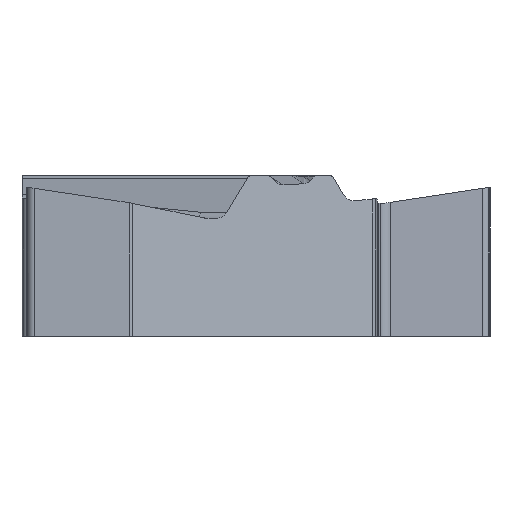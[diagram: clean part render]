
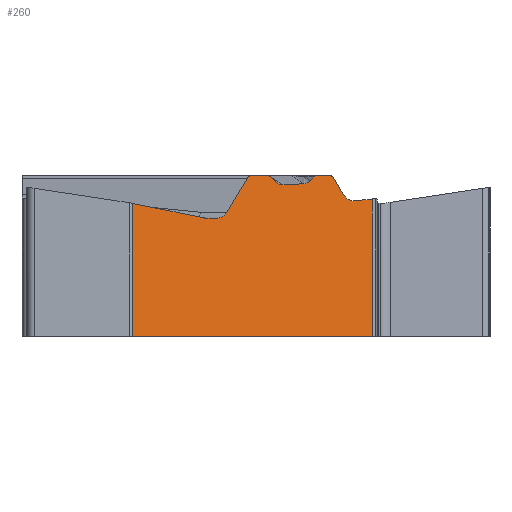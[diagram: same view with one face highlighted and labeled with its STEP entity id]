
A CAD part, front view. The second image highlights one B-rep face of the part: STEP entity #260.
In plain terms, the highlighted planar face has unit normal (0.5, -0.866, 0).
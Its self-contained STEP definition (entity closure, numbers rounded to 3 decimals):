
#117=FACE_OUTER_BOUND('',#423,.T.);
#223=ELLIPSE('',#2089,0.374,0.32);
#224=ELLIPSE('',#2090,0.17,0.15);
#225=ELLIPSE('',#2091,0.15,0.15);
#226=ELLIPSE('',#2092,0.167,0.15);
#227=ELLIPSE('',#2093,0.177,0.15);
#228=ELLIPSE('',#2094,0.377,0.32);
#260=ADVANCED_FACE('',(#117),#360,.F.);
#360=PLANE('',#2096);
#423=EDGE_LOOP('',(#1004,#1005,#1006,#1007,#1008,#1009,#1010,#1011,#1012,
#1013,#1014,#1015,#1016,#1017,#1018,#1019,#1020,#1021,#1022,#1023,#1024,
#1025));
#532=LINE('',#3271,#700);
#581=LINE('',#3484,#749);
#582=LINE('',#3486,#750);
#583=LINE('',#3488,#751);
#584=LINE('',#3492,#752);
#585=LINE('',#3496,#753);
#586=LINE('',#3500,#754);
#587=LINE('',#3516,#755);
#588=LINE('',#3532,#756);
#589=LINE('',#3536,#757);
#590=LINE('',#3540,#758);
#591=LINE('',#3544,#759);
#592=LINE('',#3548,#760);
#700=VECTOR('',#2266,1.);
#749=VECTOR('',#2407,1.);
#750=VECTOR('',#2408,1.);
#751=VECTOR('',#2409,1.);
#752=VECTOR('',#2412,1.);
#753=VECTOR('',#2415,1.);
#754=VECTOR('',#2418,1.);
#755=VECTOR('',#2419,1.);
#756=VECTOR('',#2420,1.);
#757=VECTOR('',#2423,1.);
#758=VECTOR('',#2426,1.);
#759=VECTOR('',#2429,1.);
#760=VECTOR('',#2432,1.);
#1004=ORIENTED_EDGE('',*,*,#1733,.T.);
#1005=ORIENTED_EDGE('',*,*,#1651,.F.);
#1006=ORIENTED_EDGE('',*,*,#1734,.T.);
#1007=ORIENTED_EDGE('',*,*,#1735,.F.);
#1008=ORIENTED_EDGE('',*,*,#1736,.T.);
#1009=ORIENTED_EDGE('',*,*,#1737,.F.);
#1010=ORIENTED_EDGE('',*,*,#1738,.F.);
#1011=ORIENTED_EDGE('',*,*,#1739,.F.);
#1012=ORIENTED_EDGE('',*,*,#1740,.F.);
#1013=ORIENTED_EDGE('',*,*,#1741,.F.);
#1014=ORIENTED_EDGE('',*,*,#1742,.F.);
#1015=ORIENTED_EDGE('',*,*,#1743,.F.);
#1016=ORIENTED_EDGE('',*,*,#1744,.F.);
#1017=ORIENTED_EDGE('',*,*,#1745,.F.);
#1018=ORIENTED_EDGE('',*,*,#1746,.F.);
#1019=ORIENTED_EDGE('',*,*,#1747,.F.);
#1020=ORIENTED_EDGE('',*,*,#1748,.F.);
#1021=ORIENTED_EDGE('',*,*,#1749,.F.);
#1022=ORIENTED_EDGE('',*,*,#1750,.T.);
#1023=ORIENTED_EDGE('',*,*,#1751,.T.);
#1024=ORIENTED_EDGE('',*,*,#1752,.T.);
#1025=ORIENTED_EDGE('',*,*,#1753,.F.);
#1466=VERTEX_POINT('',#3270);
#1467=VERTEX_POINT('',#3272);
#1533=VERTEX_POINT('',#3485);
#1534=VERTEX_POINT('',#3487);
#1535=VERTEX_POINT('',#3489);
#1536=VERTEX_POINT('',#3491);
#1537=VERTEX_POINT('',#3493);
#1538=VERTEX_POINT('',#3495);
#1539=VERTEX_POINT('',#3497);
#1540=VERTEX_POINT('',#3499);
#1541=VERTEX_POINT('',#3501);
#1542=VERTEX_POINT('',#3515);
#1543=VERTEX_POINT('',#3517);
#1544=VERTEX_POINT('',#3531);
#1545=VERTEX_POINT('',#3533);
#1546=VERTEX_POINT('',#3535);
#1547=VERTEX_POINT('',#3537);
#1548=VERTEX_POINT('',#3539);
#1549=VERTEX_POINT('',#3541);
#1550=VERTEX_POINT('',#3543);
#1551=VERTEX_POINT('',#3545);
#1552=VERTEX_POINT('',#3547);
#1651=EDGE_CURVE('',#1466,#1467,#532,.T.);
#1733=EDGE_CURVE('',#1533,#1467,#581,.T.);
#1734=EDGE_CURVE('',#1466,#1534,#582,.T.);
#1735=EDGE_CURVE('',#1535,#1534,#583,.T.);
#1736=EDGE_CURVE('',#1535,#1536,#223,.T.);
#1737=EDGE_CURVE('',#1537,#1536,#584,.T.);
#1738=EDGE_CURVE('',#1538,#1537,#224,.T.);
#1739=EDGE_CURVE('',#1539,#1538,#585,.T.);
#1740=EDGE_CURVE('',#1540,#1539,#225,.T.);
#1741=EDGE_CURVE('',#1541,#1540,#586,.T.);
#1742=EDGE_CURVE('',#1542,#1541,#1980,.T.);
#1743=EDGE_CURVE('',#1543,#1542,#587,.T.);
#1744=EDGE_CURVE('',#1544,#1543,#1981,.T.);
#1745=EDGE_CURVE('',#1545,#1544,#588,.T.);
#1746=EDGE_CURVE('',#1546,#1545,#226,.T.);
#1747=EDGE_CURVE('',#1547,#1546,#589,.T.);
#1748=EDGE_CURVE('',#1548,#1547,#227,.T.);
#1749=EDGE_CURVE('',#1549,#1548,#590,.T.);
#1750=EDGE_CURVE('',#1549,#1550,#228,.T.);
#1751=EDGE_CURVE('',#1550,#1551,#591,.T.);
#1752=EDGE_CURVE('',#1551,#1552,#1934,.T.);
#1753=EDGE_CURVE('',#1533,#1552,#592,.T.);
#1934=CIRCLE('',#2095,0.32);
#1980=B_SPLINE_CURVE_WITH_KNOTS('',3,(#3502,#3503,#3504,#3505,#3506,#3507,
#3508,#3509,#3510,#3511,#3512,#3513,#3514),.UNSPECIFIED.,.F.,.F.,(4,3,3,
3,4),(0.,0.249,0.498,0.746,1.),
 .UNSPECIFIED.);
#1981=B_SPLINE_CURVE_WITH_KNOTS('',3,(#3518,#3519,#3520,#3521,#3522,#3523,
#3524,#3525,#3526,#3527,#3528,#3529,#3530),.UNSPECIFIED.,.F.,.F.,(4,3,3,
3,4),(0.,0.234,0.468,0.701,1.),
 .UNSPECIFIED.);
#2089=AXIS2_PLACEMENT_3D('',#3490,#2410,#2411);
#2090=AXIS2_PLACEMENT_3D('',#3494,#2413,#2414);
#2091=AXIS2_PLACEMENT_3D('',#3498,#2416,#2417);
#2092=AXIS2_PLACEMENT_3D('',#3534,#2421,#2422);
#2093=AXIS2_PLACEMENT_3D('',#3538,#2424,#2425);
#2094=AXIS2_PLACEMENT_3D('',#3542,#2427,#2428);
#2095=AXIS2_PLACEMENT_3D('',#3546,#2430,#2431);
#2096=AXIS2_PLACEMENT_3D('',#3549,#2433,#2434);
#2266=DIRECTION('',(-0.866,-0.5,0.));
#2407=DIRECTION('',(0.,0.,-1.));
#2408=DIRECTION('',(0.,0.,1.));
#2409=DIRECTION('',(0.863,0.498,0.088));
#2410=DIRECTION('',(-0.5,0.866,0.));
#2411=DIRECTION('',(-0.854,-0.493,0.165));
#2412=DIRECTION('',(0.483,0.279,-0.83));
#2413=DIRECTION('',(-0.5,0.866,0.));
#2414=DIRECTION('',(0.866,0.5,0.));
#2415=DIRECTION('',(0.866,0.5,0.));
#2416=DIRECTION('',(-0.5,0.866,0.));
#2417=DIRECTION('',(0.866,0.5,0.));
#2418=DIRECTION('',(0.658,0.38,0.651));
#2419=DIRECTION('',(0.865,0.5,0.043));
#2420=DIRECTION('',(0.686,0.396,-0.611));
#2421=DIRECTION('',(-0.5,0.866,0.));
#2422=DIRECTION('',(-0.866,-0.5,0.));
#2423=DIRECTION('',(0.866,0.5,0.));
#2424=DIRECTION('',(-0.5,0.866,0.));
#2425=DIRECTION('',(0.866,0.5,0.));
#2426=DIRECTION('',(0.497,0.287,0.819));
#2427=DIRECTION('',(-0.5,0.866,0.));
#2428=DIRECTION('',(-0.866,-0.5,0.));
#2429=DIRECTION('',(-0.866,-0.5,0.));
#2430=DIRECTION('',(-0.5,0.866,0.));
#2431=DIRECTION('',(0.,0.,-1.));
#2432=DIRECTION('',(0.853,0.492,-0.174));
#2433=DIRECTION('',(-0.5,0.866,0.));
#2434=DIRECTION('',(0.,0.,-1.));
#3270=CARTESIAN_POINT('',(4.712,-2.779,-3.97));
#3271=CARTESIAN_POINT('',(-0.367,-5.711,-3.97));
#3272=CARTESIAN_POINT('',(-1.765,-6.518,-3.97));
#3484=CARTESIAN_POINT('',(-1.765,-6.518,-5.47));
#3485=CARTESIAN_POINT('',(-1.765,-6.518,-0.372));
#3486=CARTESIAN_POINT('',(4.712,-2.779,3.38));
#3487=CARTESIAN_POINT('',(4.712,-2.779,-0.252));
#3488=CARTESIAN_POINT('',(-0.308,-5.677,-0.763));
#3489=CARTESIAN_POINT('',(4.254,-3.043,-0.299));
#3490=CARTESIAN_POINT('',(4.205,-3.072,0.021));
#3491=CARTESIAN_POINT('',(3.928,-3.232,-0.129));
#3492=CARTESIAN_POINT('',(2.539,-4.034,2.256));
#3493=CARTESIAN_POINT('',(3.674,-3.378,0.307));
#3494=CARTESIAN_POINT('',(3.547,-3.451,0.23));
#3495=CARTESIAN_POINT('',(3.547,-3.451,0.38));
#3496=CARTESIAN_POINT('',(-0.367,-5.711,0.38));
#3497=CARTESIAN_POINT('',(3.222,-3.639,0.38));
#3498=CARTESIAN_POINT('',(3.222,-3.639,0.23));
#3499=CARTESIAN_POINT('',(3.137,-3.688,0.344));
#3500=CARTESIAN_POINT('',(0.97,-4.939,-1.801));
#3501=CARTESIAN_POINT('',(3.029,-3.75,0.237));
#3502=CARTESIAN_POINT('',(2.857,-3.85,0.158));
#3503=CARTESIAN_POINT('',(2.873,-3.841,0.159));
#3504=CARTESIAN_POINT('',(2.888,-3.832,0.162));
#3505=CARTESIAN_POINT('',(2.904,-3.823,0.165));
#3506=CARTESIAN_POINT('',(2.919,-3.814,0.169));
#3507=CARTESIAN_POINT('',(2.934,-3.805,0.174));
#3508=CARTESIAN_POINT('',(2.949,-3.797,0.181));
#3509=CARTESIAN_POINT('',(2.963,-3.789,0.188));
#3510=CARTESIAN_POINT('',(2.977,-3.78,0.196));
#3511=CARTESIAN_POINT('',(2.99,-3.773,0.205));
#3512=CARTESIAN_POINT('',(3.004,-3.765,0.214));
#3513=CARTESIAN_POINT('',(3.017,-3.757,0.225));
#3514=CARTESIAN_POINT('',(3.029,-3.75,0.237));
#3515=CARTESIAN_POINT('',(2.857,-3.85,0.158));
#3516=CARTESIAN_POINT('',(-0.367,-5.711,0.));
#3517=CARTESIAN_POINT('',(2.296,-4.173,0.131));
#3518=CARTESIAN_POINT('',(2.124,-4.273,0.193));
#3519=CARTESIAN_POINT('',(2.136,-4.266,0.182));
#3520=CARTESIAN_POINT('',(2.148,-4.259,0.173));
#3521=CARTESIAN_POINT('',(2.161,-4.252,0.166));
#3522=CARTESIAN_POINT('',(2.173,-4.245,0.158));
#3523=CARTESIAN_POINT('',(2.186,-4.237,0.151));
#3524=CARTESIAN_POINT('',(2.2,-4.229,0.146));
#3525=CARTESIAN_POINT('',(2.214,-4.221,0.141));
#3526=CARTESIAN_POINT('',(2.228,-4.213,0.137));
#3527=CARTESIAN_POINT('',(2.242,-4.205,0.134));
#3528=CARTESIAN_POINT('',(2.26,-4.195,0.131));
#3529=CARTESIAN_POINT('',(2.278,-4.184,0.13));
#3530=CARTESIAN_POINT('',(2.296,-4.173,0.131));
#3531=CARTESIAN_POINT('',(2.124,-4.273,0.193));
#3532=CARTESIAN_POINT('',(4.089,-3.139,-1.557));
#3533=CARTESIAN_POINT('',(1.954,-4.371,0.344));
#3534=CARTESIAN_POINT('',(1.861,-4.425,0.23));
#3535=CARTESIAN_POINT('',(1.861,-4.425,0.38));
#3536=CARTESIAN_POINT('',(5.129,-2.538,0.38));
#3537=CARTESIAN_POINT('',(1.461,-4.656,0.38));
#3538=CARTESIAN_POINT('',(1.461,-4.656,0.23));
#3539=CARTESIAN_POINT('',(1.33,-4.732,0.307));
#3540=CARTESIAN_POINT('',(2.455,-4.082,2.162));
#3541=CARTESIAN_POINT('',(0.772,-5.054,-0.613));
#3542=CARTESIAN_POINT('',(0.491,-5.216,-0.45));
#3543=CARTESIAN_POINT('',(0.491,-5.216,-0.77));
#3544=CARTESIAN_POINT('',(5.129,-2.538,-0.77));
#3545=CARTESIAN_POINT('',(0.212,-5.377,-0.77));
#3546=CARTESIAN_POINT('',(0.212,-5.377,-0.45));
#3547=CARTESIAN_POINT('',(0.164,-5.405,-0.765));
#3548=CARTESIAN_POINT('',(4.866,-2.69,-1.723));
#3549=CARTESIAN_POINT('',(-0.367,-5.711,0.));
